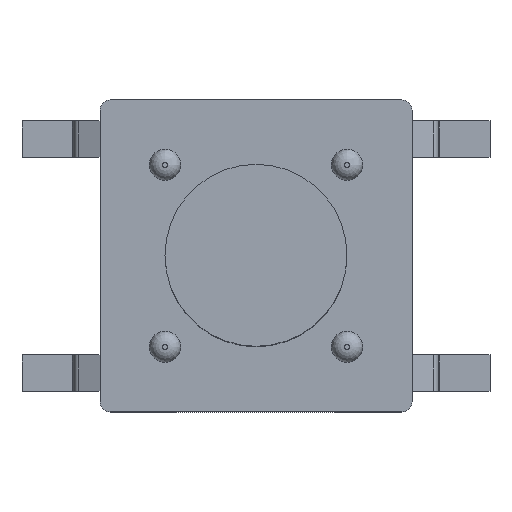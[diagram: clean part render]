
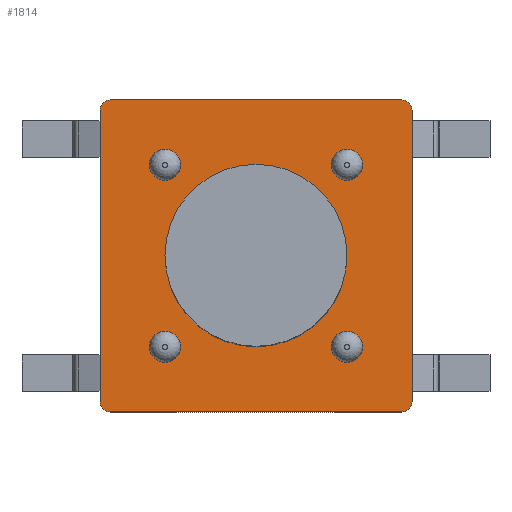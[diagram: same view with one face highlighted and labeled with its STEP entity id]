
A CAD part, top view. The second image highlights one B-rep face of the part: STEP entity #1814.
In plain terms, the highlighted planar face has unit normal (0, 0, 1).
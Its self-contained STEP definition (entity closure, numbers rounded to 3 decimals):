
#18=FACE_BOUND('',#682,.T.);
#19=FACE_BOUND('',#683,.T.);
#20=FACE_BOUND('',#684,.T.);
#21=FACE_BOUND('',#685,.T.);
#22=FACE_BOUND('',#686,.T.);
#100=LINE('',#2503,#281);
#259=LINE('',#3190,#440);
#262=LINE('',#3198,#443);
#265=LINE('',#3206,#446);
#281=VECTOR('',#2004,1.);
#440=VECTOR('',#2423,1.);
#443=VECTOR('',#2432,1.);
#446=VECTOR('',#2441,1.);
#581=FACE_OUTER_BOUND('',#681,.T.);
#681=EDGE_LOOP('',(#1633,#1634,#1635,#1636,#1637,#1638,#1639,#1640));
#682=EDGE_LOOP('',(#1641));
#683=EDGE_LOOP('',(#1642));
#684=EDGE_LOOP('',(#1643));
#685=EDGE_LOOP('',(#1644));
#686=EDGE_LOOP('',(#1645));
#690=CIRCLE('',#1834,1.75);
#743=CIRCLE('',#1958,0.3);
#744=CIRCLE('',#1960,0.3);
#745=CIRCLE('',#1962,0.3);
#746=CIRCLE('',#1964,0.3);
#747=CIRCLE('',#1967,0.2);
#748=CIRCLE('',#1970,0.2);
#753=CIRCLE('',#1984,0.2);
#754=CIRCLE('',#1986,0.2);
#756=VERTEX_POINT('',#2493);
#759=VERTEX_POINT('',#2500);
#760=VERTEX_POINT('',#2502);
#901=VERTEX_POINT('',#3171);
#902=VERTEX_POINT('',#3175);
#903=VERTEX_POINT('',#3179);
#904=VERTEX_POINT('',#3183);
#905=VERTEX_POINT('',#3187);
#906=VERTEX_POINT('',#3189);
#907=VERTEX_POINT('',#3193);
#908=VERTEX_POINT('',#3197);
#909=VERTEX_POINT('',#3201);
#910=VERTEX_POINT('',#3205);
#919=EDGE_CURVE('',#756,#756,#690,.T.);
#922=EDGE_CURVE('',#760,#759,#100,.T.);
#1128=EDGE_CURVE('',#901,#901,#743,.T.);
#1130=EDGE_CURVE('',#902,#902,#744,.T.);
#1132=EDGE_CURVE('',#903,#903,#745,.T.);
#1134=EDGE_CURVE('',#904,#904,#746,.T.);
#1137=EDGE_CURVE('',#906,#905,#259,.T.);
#1139=EDGE_CURVE('',#907,#906,#747,.T.);
#1141=EDGE_CURVE('',#908,#907,#262,.T.);
#1143=EDGE_CURVE('',#908,#909,#748,.T.);
#1145=EDGE_CURVE('',#910,#909,#265,.T.);
#1162=EDGE_CURVE('',#905,#760,#753,.T.);
#1163=EDGE_CURVE('',#759,#910,#754,.T.);
#1633=ORIENTED_EDGE('',*,*,#922,.T.);
#1634=ORIENTED_EDGE('',*,*,#1163,.T.);
#1635=ORIENTED_EDGE('',*,*,#1145,.T.);
#1636=ORIENTED_EDGE('',*,*,#1143,.F.);
#1637=ORIENTED_EDGE('',*,*,#1141,.T.);
#1638=ORIENTED_EDGE('',*,*,#1139,.T.);
#1639=ORIENTED_EDGE('',*,*,#1137,.T.);
#1640=ORIENTED_EDGE('',*,*,#1162,.T.);
#1641=ORIENTED_EDGE('',*,*,#919,.T.);
#1642=ORIENTED_EDGE('',*,*,#1134,.F.);
#1643=ORIENTED_EDGE('',*,*,#1132,.F.);
#1644=ORIENTED_EDGE('',*,*,#1130,.F.);
#1645=ORIENTED_EDGE('',*,*,#1128,.F.);
#1719=PLANE('',#1985);
#1814=ADVANCED_FACE('',(#581,#18,#19,#20,#21,#22),#1719,.F.);
#1834=AXIS2_PLACEMENT_3D('',#2495,#1998,#1999);
#1958=AXIS2_PLACEMENT_3D('',#3172,#2402,#2403);
#1960=AXIS2_PLACEMENT_3D('',#3176,#2407,#2408);
#1962=AXIS2_PLACEMENT_3D('',#3180,#2412,#2413);
#1964=AXIS2_PLACEMENT_3D('',#3184,#2417,#2418);
#1967=AXIS2_PLACEMENT_3D('',#3194,#2427,#2428);
#1970=AXIS2_PLACEMENT_3D('',#3202,#2436,#2437);
#1984=AXIS2_PLACEMENT_3D('',#3237,#2478,#2479);
#1985=AXIS2_PLACEMENT_3D('',#3238,#2480,#2481);
#1986=AXIS2_PLACEMENT_3D('',#3239,#2482,#2483);
#1998=DIRECTION('center_axis',(0.,0.,-1.));
#1999=DIRECTION('ref_axis',(-1.,0.,0.));
#2004=DIRECTION('',(-1.,0.,0.));
#2402=DIRECTION('center_axis',(0.,0.,1.));
#2403=DIRECTION('ref_axis',(1.,0.,0.));
#2407=DIRECTION('center_axis',(0.,0.,1.));
#2408=DIRECTION('ref_axis',(1.,0.,0.));
#2412=DIRECTION('center_axis',(0.,0.,1.));
#2413=DIRECTION('ref_axis',(1.,0.,0.));
#2417=DIRECTION('center_axis',(0.,0.,1.));
#2418=DIRECTION('ref_axis',(1.,0.,0.));
#2423=DIRECTION('',(0.,1.,0.));
#2427=DIRECTION('center_axis',(0.,0.,1.));
#2428=DIRECTION('ref_axis',(0.,-1.,0.));
#2432=DIRECTION('',(1.,0.,0.));
#2436=DIRECTION('center_axis',(0.,0.,-1.));
#2437=DIRECTION('ref_axis',(0.,-1.,0.));
#2441=DIRECTION('',(0.,-1.,0.));
#2478=DIRECTION('center_axis',(0.,0.,1.));
#2479=DIRECTION('ref_axis',(0.,-1.,0.));
#2480=DIRECTION('center_axis',(0.,0.,-1.));
#2481=DIRECTION('ref_axis',(-1.,0.,0.));
#2482=DIRECTION('center_axis',(0.,0.,1.));
#2483=DIRECTION('ref_axis',(0.,-1.,0.));
#2493=CARTESIAN_POINT('',(1.75,0.,3.45));
#2495=CARTESIAN_POINT('Origin',(0.,0.,3.45));
#2500=CARTESIAN_POINT('',(-2.8,3.,3.45));
#2502=CARTESIAN_POINT('',(2.8,3.,3.45));
#2503=CARTESIAN_POINT('',(3.,3.,3.45));
#3171=CARTESIAN_POINT('',(1.45,-1.75,3.45));
#3172=CARTESIAN_POINT('Origin',(1.75,-1.75,3.45));
#3175=CARTESIAN_POINT('',(-2.05,1.75,3.45));
#3176=CARTESIAN_POINT('Origin',(-1.75,1.75,3.45));
#3179=CARTESIAN_POINT('',(1.45,1.75,3.45));
#3180=CARTESIAN_POINT('Origin',(1.75,1.75,3.45));
#3183=CARTESIAN_POINT('',(-2.05,-1.75,3.45));
#3184=CARTESIAN_POINT('Origin',(-1.75,-1.75,3.45));
#3187=CARTESIAN_POINT('',(3.,2.8,3.45));
#3189=CARTESIAN_POINT('',(3.,-2.8,3.45));
#3190=CARTESIAN_POINT('',(3.,-3.,3.45));
#3193=CARTESIAN_POINT('',(2.8,-3.,3.45));
#3194=CARTESIAN_POINT('Origin',(2.8,-2.8,3.45));
#3197=CARTESIAN_POINT('',(-2.8,-3.,3.45));
#3198=CARTESIAN_POINT('',(-3.,-3.,3.45));
#3201=CARTESIAN_POINT('',(-3.,-2.8,3.45));
#3202=CARTESIAN_POINT('Origin',(-2.8,-2.8,3.45));
#3205=CARTESIAN_POINT('',(-3.,2.8,3.45));
#3206=CARTESIAN_POINT('',(-3.,3.,3.45));
#3237=CARTESIAN_POINT('Origin',(2.8,2.8,3.45));
#3238=CARTESIAN_POINT('Origin',(-3.,-3.,3.45));
#3239=CARTESIAN_POINT('Origin',(-2.8,2.8,3.45));
